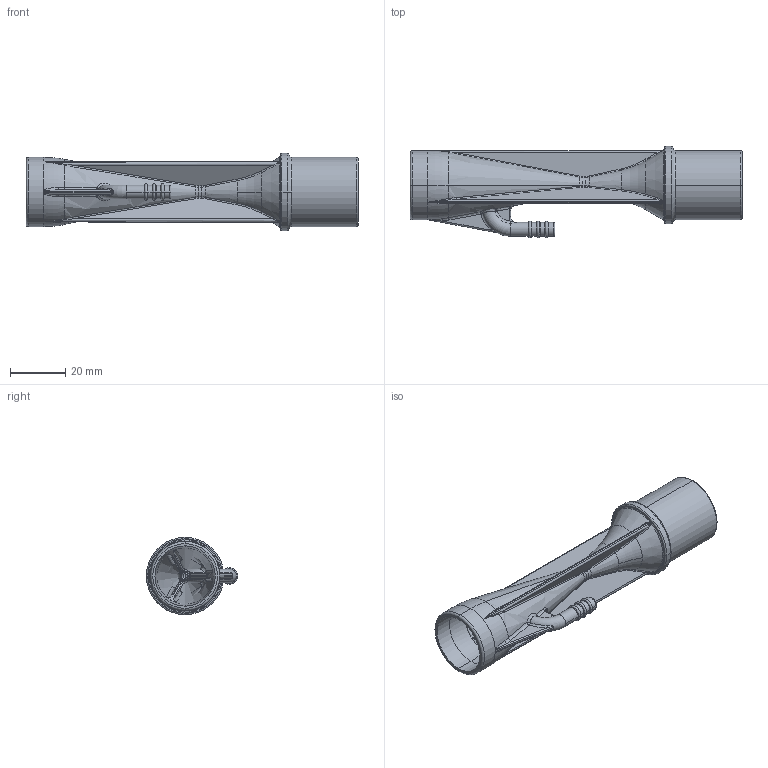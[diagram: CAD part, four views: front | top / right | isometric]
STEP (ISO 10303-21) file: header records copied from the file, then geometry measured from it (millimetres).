
FILE_DESCRIPTION (( 'STEP AP203' ), '1' );
FILE_NAME ('Venturi Nozzle revision 1.STEP', '2020-03-18T05:54:11', ( '' ), ( '' ), 'SwSTEP 2.0', 'SolidWorks 2018', '' );
FILE_SCHEMA (( 'CONFIG_CONTROL_DESIGN' ));
Length unit declared in the file: millimetre
Products named in the file (1): Venturi Nozzle revision 1
Bounding box: 120.03 x 33 x 28 mm (x, y, z)
Volume: 16559.6 mm3; surface area: 16474.7 mm2
Topology: 1 solids, 1 shells, 374 faces, 876 edges, 480 vertices
Faces by surface type: bspline 145, torus 103, cylinder 69, plane 29, cone 19, sphere 9
Entity records: 15535 total; most frequent: CARTESIAN_POINT 8010, ORIENTED_EDGE 1712, DIRECTION 1432, EDGE_CURVE 856, AXIS2_PLACEMENT_3D 665, VERTEX_POINT 480, CIRCLE 435, EDGE_LOOP 378
